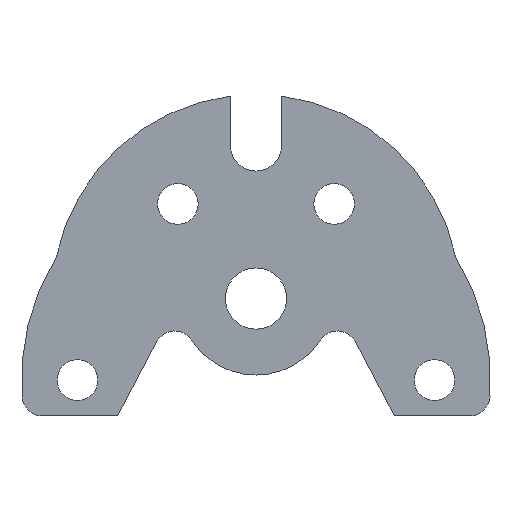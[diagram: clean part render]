
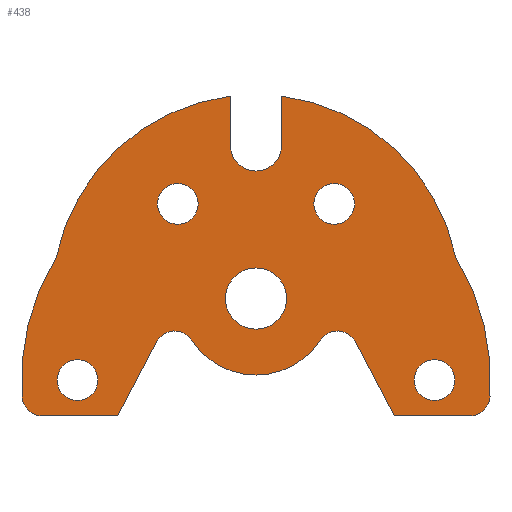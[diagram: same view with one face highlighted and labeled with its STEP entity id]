
A CAD part, front view. The second image highlights one B-rep face of the part: STEP entity #438.
In plain terms, the highlighted planar face has unit normal (0, -1, 0).
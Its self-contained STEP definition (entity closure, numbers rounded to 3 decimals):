
#25=FACE_BOUND('',#94,.T.);
#26=FACE_BOUND('',#95,.T.);
#27=FACE_BOUND('',#96,.T.);
#28=FACE_BOUND('',#97,.T.);
#29=FACE_BOUND('',#98,.T.);
#37=PLANE('',#493);
#60=FACE_OUTER_BOUND('',#93,.T.);
#93=EDGE_LOOP('',(#380,#381,#382,#383,#384,#385,#386,#387,#388,#389,#390,
#391,#392,#393,#394,#395));
#94=EDGE_LOOP('',(#396));
#95=EDGE_LOOP('',(#397));
#96=EDGE_LOOP('',(#398));
#97=EDGE_LOOP('',(#399));
#98=EDGE_LOOP('',(#400));
#102=LINE('',#644,#130);
#106=LINE('',#651,#134);
#112=LINE('',#710,#140);
#115=LINE('',#715,#143);
#120=LINE('',#731,#148);
#122=LINE('',#735,#150);
#130=VECTOR('',#507,4.843);
#134=VECTOR('',#513,4.843);
#140=VECTOR('',#575,7.391);
#143=VECTOR('',#580,8.199);
#148=VECTOR('',#599,8.199);
#150=VECTOR('',#603,7.391);
#156=CIRCLE('',#443,2.5);
#158=CIRCLE('',#448,3.);
#159=CIRCLE('',#450,20.);
#173=CIRCLE('',#466,2.);
#174=CIRCLE('',#468,2.);
#175=CIRCLE('',#470,2.);
#176=CIRCLE('',#472,2.);
#177=CIRCLE('',#476,2.);
#178=CIRCLE('',#478,7.5);
#179=CIRCLE('',#480,2.);
#180=CIRCLE('',#484,2.);
#181=CIRCLE('',#486,23.);
#182=CIRCLE('',#488,20.);
#183=CIRCLE('',#490,23.);
#184=CIRCLE('',#492,2.);
#187=VERTEX_POINT('',#635);
#188=VERTEX_POINT('',#637);
#190=VERTEX_POINT('',#643);
#192=VERTEX_POINT('',#649);
#194=VERTEX_POINT('',#655);
#195=VERTEX_POINT('',#658);
#212=VERTEX_POINT('',#696);
#213=VERTEX_POINT('',#699);
#214=VERTEX_POINT('',#702);
#215=VERTEX_POINT('',#705);
#216=VERTEX_POINT('',#708);
#217=VERTEX_POINT('',#709);
#218=VERTEX_POINT('',#714);
#219=VERTEX_POINT('',#718);
#220=VERTEX_POINT('',#722);
#221=VERTEX_POINT('',#726);
#222=VERTEX_POINT('',#730);
#223=VERTEX_POINT('',#734);
#224=VERTEX_POINT('',#738);
#225=VERTEX_POINT('',#744);
#226=VERTEX_POINT('',#748);
#229=EDGE_CURVE('',#188,#187,#156,.T.);
#232=EDGE_CURVE('',#190,#188,#102,.T.);
#236=EDGE_CURVE('',#187,#192,#106,.T.);
#238=EDGE_CURVE('',#194,#194,#158,.T.);
#239=EDGE_CURVE('',#190,#195,#159,.T.);
#258=EDGE_CURVE('',#212,#212,#173,.T.);
#259=EDGE_CURVE('',#213,#213,#174,.T.);
#260=EDGE_CURVE('',#214,#214,#175,.T.);
#261=EDGE_CURVE('',#215,#215,#176,.T.);
#262=EDGE_CURVE('',#216,#217,#112,.T.);
#265=EDGE_CURVE('',#218,#216,#115,.T.);
#267=EDGE_CURVE('',#219,#218,#177,.T.);
#269=EDGE_CURVE('',#220,#219,#178,.T.);
#271=EDGE_CURVE('',#221,#220,#179,.T.);
#273=EDGE_CURVE('',#222,#221,#120,.T.);
#275=EDGE_CURVE('',#223,#222,#122,.T.);
#277=EDGE_CURVE('',#224,#223,#180,.T.);
#279=EDGE_CURVE('',#195,#224,#181,.T.);
#281=EDGE_CURVE('',#225,#192,#182,.T.);
#282=EDGE_CURVE('',#226,#225,#183,.T.);
#284=EDGE_CURVE('',#217,#226,#184,.T.);
#380=ORIENTED_EDGE('',*,*,#236,.T.);
#381=ORIENTED_EDGE('',*,*,#281,.F.);
#382=ORIENTED_EDGE('',*,*,#282,.F.);
#383=ORIENTED_EDGE('',*,*,#284,.F.);
#384=ORIENTED_EDGE('',*,*,#262,.F.);
#385=ORIENTED_EDGE('',*,*,#265,.F.);
#386=ORIENTED_EDGE('',*,*,#267,.F.);
#387=ORIENTED_EDGE('',*,*,#269,.F.);
#388=ORIENTED_EDGE('',*,*,#271,.F.);
#389=ORIENTED_EDGE('',*,*,#273,.F.);
#390=ORIENTED_EDGE('',*,*,#275,.F.);
#391=ORIENTED_EDGE('',*,*,#277,.F.);
#392=ORIENTED_EDGE('',*,*,#279,.F.);
#393=ORIENTED_EDGE('',*,*,#239,.F.);
#394=ORIENTED_EDGE('',*,*,#232,.T.);
#395=ORIENTED_EDGE('',*,*,#229,.T.);
#396=ORIENTED_EDGE('',*,*,#238,.T.);
#397=ORIENTED_EDGE('',*,*,#258,.T.);
#398=ORIENTED_EDGE('',*,*,#259,.T.);
#399=ORIENTED_EDGE('',*,*,#260,.T.);
#400=ORIENTED_EDGE('',*,*,#261,.T.);
#438=ADVANCED_FACE('',(#60,#25,#26,#27,#28,#29),#37,.T.);
#443=AXIS2_PLACEMENT_3D('',#638,#501,#502);
#448=AXIS2_PLACEMENT_3D('',#656,#518,#519);
#450=AXIS2_PLACEMENT_3D('',#659,#522,#523);
#466=AXIS2_PLACEMENT_3D('',#697,#559,#560);
#468=AXIS2_PLACEMENT_3D('',#700,#563,#564);
#470=AXIS2_PLACEMENT_3D('',#703,#567,#568);
#472=AXIS2_PLACEMENT_3D('',#706,#571,#572);
#476=AXIS2_PLACEMENT_3D('',#719,#584,#585);
#478=AXIS2_PLACEMENT_3D('',#723,#589,#590);
#480=AXIS2_PLACEMENT_3D('',#727,#594,#595);
#484=AXIS2_PLACEMENT_3D('',#739,#607,#608);
#486=AXIS2_PLACEMENT_3D('',#742,#612,#613);
#488=AXIS2_PLACEMENT_3D('',#746,#617,#618);
#490=AXIS2_PLACEMENT_3D('',#749,#621,#622);
#492=AXIS2_PLACEMENT_3D('',#752,#626,#627);
#493=AXIS2_PLACEMENT_3D('',#753,#628,#629);
#501=DIRECTION('center_axis',(0.,1.,0.));
#502=DIRECTION('ref_axis',(1.,0.,0.));
#507=DIRECTION('',(0.,0.,-1.));
#513=DIRECTION('',(0.,0.,1.));
#518=DIRECTION('center_axis',(0.,1.,0.));
#519=DIRECTION('ref_axis',(1.,0.,0.));
#522=DIRECTION('center_axis',(0.,1.,0.));
#523=DIRECTION('ref_axis',(-0.979,0.,0.203));
#559=DIRECTION('center_axis',(0.,1.,0.));
#560=DIRECTION('ref_axis',(1.,0.,0.));
#563=DIRECTION('center_axis',(0.,1.,0.));
#564=DIRECTION('ref_axis',(1.,0.,0.));
#567=DIRECTION('center_axis',(0.,1.,0.));
#568=DIRECTION('ref_axis',(1.,0.,0.));
#571=DIRECTION('center_axis',(0.,1.,0.));
#572=DIRECTION('ref_axis',(1.,0.,0.));
#575=DIRECTION('',(-1.,0.,0.));
#580=DIRECTION('',(-0.466,0.,-0.885));
#584=DIRECTION('center_axis',(0.,-1.,0.));
#585=DIRECTION('ref_axis',(0.885,0.,-0.466));
#589=DIRECTION('center_axis',(0.,1.,0.));
#590=DIRECTION('ref_axis',(0.838,0.,-0.545));
#594=DIRECTION('center_axis',(0.,-1.,0.));
#595=DIRECTION('ref_axis',(0.838,0.,-0.545));
#599=DIRECTION('',(-0.466,0.,0.885));
#603=DIRECTION('',(-1.,0.,0.));
#607=DIRECTION('center_axis',(0.,1.,0.));
#608=DIRECTION('ref_axis',(0.997,0.,-0.071));
#612=DIRECTION('center_axis',(0.,1.,0.));
#613=DIRECTION('ref_axis',(0.851,0.,0.524));
#617=DIRECTION('center_axis',(0.,1.,0.));
#618=DIRECTION('ref_axis',(-0.979,0.,0.203));
#621=DIRECTION('center_axis',(0.,1.,0.));
#622=DIRECTION('ref_axis',(-0.997,0.,-0.071));
#626=DIRECTION('center_axis',(0.,1.,0.));
#627=DIRECTION('ref_axis',(0.,0.,-1.));
#628=DIRECTION('center_axis',(0.,-1.,0.));
#629=DIRECTION('ref_axis',(0.,0.,-1.));
#635=CARTESIAN_POINT('',(-2.5,0.,23.));
#637=CARTESIAN_POINT('',(2.5,0.,23.));
#638=CARTESIAN_POINT('Origin',(0.,0.,23.));
#643=CARTESIAN_POINT('',(2.5,0.,27.843));
#644=CARTESIAN_POINT('',(2.5,0.,18.314));
#649=CARTESIAN_POINT('',(-2.5,0.,27.843));
#651=CARTESIAN_POINT('',(-2.5,0.,15.892));
#655=CARTESIAN_POINT('',(-3.,0.,8.));
#656=CARTESIAN_POINT('Origin',(0.,0.,8.));
#658=CARTESIAN_POINT('',(19.583,0.,12.063));
#659=CARTESIAN_POINT('Origin',(0.,0.,8.));
#696=CARTESIAN_POINT('',(15.5,0.,0.));
#697=CARTESIAN_POINT('Origin',(17.5,0.,0.));
#699=CARTESIAN_POINT('',(-19.5,0.,0.));
#700=CARTESIAN_POINT('Origin',(-17.5,0.,0.));
#702=CARTESIAN_POINT('',(5.667,0.,17.286));
#703=CARTESIAN_POINT('Origin',(7.667,0.,17.286));
#705=CARTESIAN_POINT('',(-9.667,0.,17.286));
#706=CARTESIAN_POINT('Origin',(-7.667,0.,17.286));
#708=CARTESIAN_POINT('',(-13.555,0.,-3.5));
#709=CARTESIAN_POINT('',(-20.946,0.,-3.5));
#710=CARTESIAN_POINT('',(-13.555,0.,-3.5));
#714=CARTESIAN_POINT('',(-9.735,0.,3.755));
#715=CARTESIAN_POINT('',(-9.735,0.,3.755));
#718=CARTESIAN_POINT('',(-6.289,0.,3.913));
#719=CARTESIAN_POINT('Origin',(-7.966,0.,2.823));
#722=CARTESIAN_POINT('',(6.289,0.,3.913));
#723=CARTESIAN_POINT('Origin',(0.,0.,8.));
#726=CARTESIAN_POINT('',(9.735,0.,3.755));
#727=CARTESIAN_POINT('Origin',(7.966,0.,2.823));
#730=CARTESIAN_POINT('',(13.555,0.,-3.5));
#731=CARTESIAN_POINT('',(13.555,0.,-3.5));
#734=CARTESIAN_POINT('',(20.946,0.,-3.5));
#735=CARTESIAN_POINT('',(20.946,0.,-3.5));
#738=CARTESIAN_POINT('',(22.941,0.,-1.643));
#739=CARTESIAN_POINT('Origin',(20.946,0.,-1.5));
#742=CARTESIAN_POINT('Origin',(0.,0.,0.));
#744=CARTESIAN_POINT('',(-19.583,0.,12.063));
#746=CARTESIAN_POINT('Origin',(0.,0.,8.));
#748=CARTESIAN_POINT('',(-22.941,0.,-1.643));
#749=CARTESIAN_POINT('Origin',(0.,0.,0.));
#752=CARTESIAN_POINT('Origin',(-20.946,0.,-1.5));
#753=CARTESIAN_POINT('Origin',(0.,0.,8.785));
